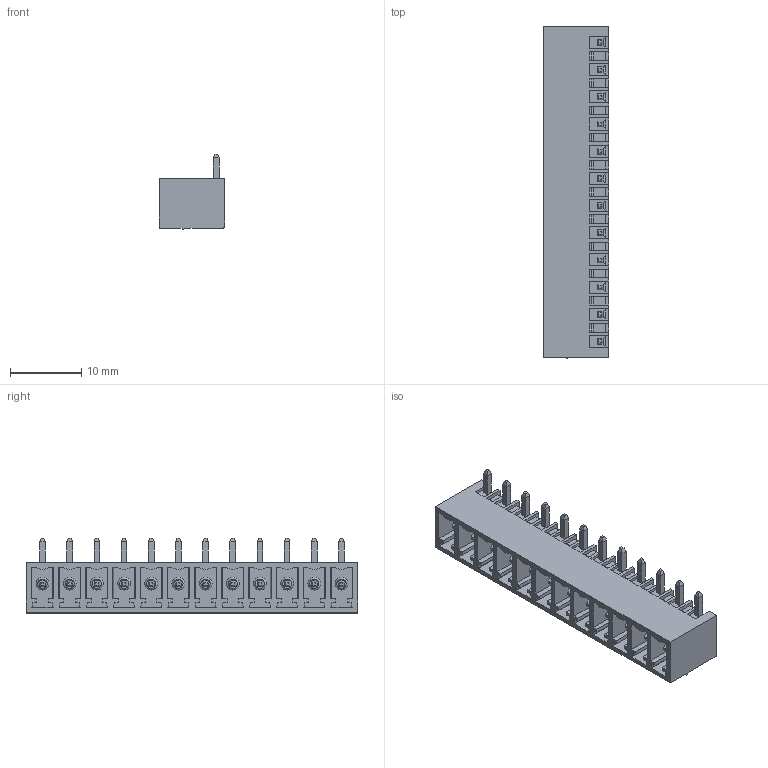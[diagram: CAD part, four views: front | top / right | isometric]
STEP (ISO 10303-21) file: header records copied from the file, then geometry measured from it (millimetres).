
FILE_DESCRIPTION(('STEP AP214'),'1');
FILE_NAME('PV012-3,81-H-P.stp','2021-04-06T10:56:37',(' '),(' '),'Spatial InterOp 3D',' ',' ');
FILE_SCHEMA(('AUTOMOTIVE_DESIGN { 1 0 10303 214 1 1 1 1 }'));
Length unit declared in the file: metre
Products named in the file (1): 1617706292
Bounding box: 9.2 x 46.52 x 10.65 mm (x, y, z)
Volume: 1692.1 mm3; surface area: 3783.5 mm2
Topology: 1 solids, 1 shells, 639 faces, 1707 edges, 1106 vertices
Faces by surface type: plane 602, cylinder 25, torus 12
Full cylindrical faces by diameter (mm): 1.8 x12
Entity records: 24316 total; most frequent: CARTESIAN_POINT 3405, ORIENTED_EDGE 3342, DIRECTION 3013, EDGE_CURVE 1671, LINE 1609, VECTOR 1609, VERTEX_POINT 1094, AXIS2_PLACEMENT_3D 702
